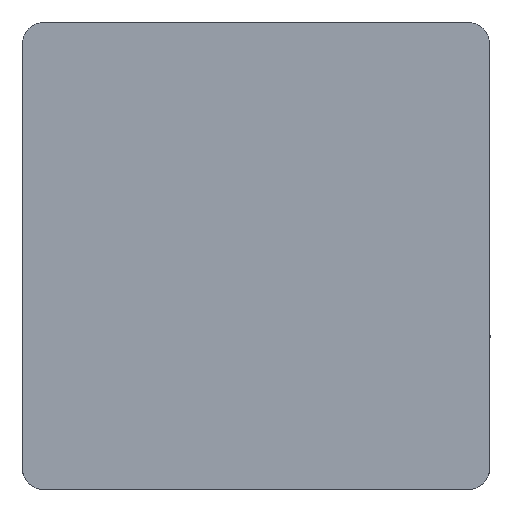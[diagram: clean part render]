
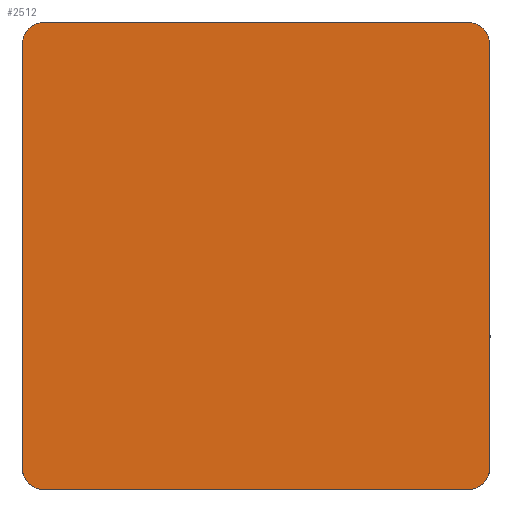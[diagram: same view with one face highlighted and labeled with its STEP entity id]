
A CAD part, left-side view. The second image highlights one B-rep face of the part: STEP entity #2512.
In plain terms, the highlighted planar face has unit normal (-1, 0, 0).
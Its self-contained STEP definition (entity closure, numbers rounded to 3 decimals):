
#85=DIRECTION('',(0.,0.,1.));
#86=VECTOR('',#85,36.);
#87=CARTESIAN_POINT('',(0.,0.,-38.));
#88=LINE('',#87,#86);
#623=CARTESIAN_POINT('',(0.,38.,-38.));
#624=DIRECTION('',(-1.,0.,0.));
#625=DIRECTION('',(0.,1.,0.));
#626=AXIS2_PLACEMENT_3D('',#623,#624,#625);
#631=CARTESIAN_POINT('',(0.,38.,-2.));
#632=DIRECTION('',(-1.,0.,0.));
#633=DIRECTION('',(0.,0.,1.));
#634=AXIS2_PLACEMENT_3D('',#631,#632,#633);
#639=CARTESIAN_POINT('',(0.,2.,-2.));
#640=DIRECTION('',(-1.,0.,0.));
#641=DIRECTION('',(0.,-1.,0.));
#642=AXIS2_PLACEMENT_3D('',#639,#640,#641);
#647=CARTESIAN_POINT('',(0.,2.,-38.));
#648=DIRECTION('',(-1.,0.,0.));
#649=DIRECTION('',(0.,0.,-1.));
#650=AXIS2_PLACEMENT_3D('',#647,#648,#649);
#655=DIRECTION('',(0.,1.,0.));
#656=VECTOR('',#655,36.);
#657=CARTESIAN_POINT('',(0.,2.,-40.));
#658=LINE('',#657,#656);
#920=DIRECTION('',(0.,0.,1.));
#921=VECTOR('',#920,36.);
#922=CARTESIAN_POINT('',(0.,40.,-38.));
#923=LINE('',#922,#921);
#1602=DIRECTION('',(0.,1.,0.));
#1603=VECTOR('',#1602,36.);
#1604=CARTESIAN_POINT('',(0.,2.,0.));
#1605=LINE('',#1604,#1603);
#1881=CARTESIAN_POINT('',(0.,40.,-38.));
#1882=CARTESIAN_POINT('',(0.,38.,-40.));
#1883=VERTEX_POINT('',#1881);
#1884=VERTEX_POINT('',#1882);
#1885=CARTESIAN_POINT('',(0.,2.,-40.));
#1886=CARTESIAN_POINT('',(0.,0.,-38.));
#1887=VERTEX_POINT('',#1885);
#1888=VERTEX_POINT('',#1886);
#1889=CARTESIAN_POINT('',(0.,38.,0.));
#1890=CARTESIAN_POINT('',(0.,40.,-2.));
#1891=VERTEX_POINT('',#1889);
#1892=VERTEX_POINT('',#1890);
#1901=CARTESIAN_POINT('',(0.,0.,-2.));
#1902=VERTEX_POINT('',#1901);
#1903=CARTESIAN_POINT('',(0.,2.,0.));
#1904=VERTEX_POINT('',#1903);
#2491=CARTESIAN_POINT('',(0.,0.,-40.));
#2492=DIRECTION('',(-1.,0.,0.));
#2493=DIRECTION('',(0.,0.,1.));
#2494=AXIS2_PLACEMENT_3D('',#2491,#2492,#2493);
#2495=PLANE('',#2494);
#2497=ORIENTED_EDGE('',*,*,#2496,.F.);
#2499=ORIENTED_EDGE('',*,*,#2498,.T.);
#2501=ORIENTED_EDGE('',*,*,#2500,.F.);
#2503=ORIENTED_EDGE('',*,*,#2502,.F.);
#2504=ORIENTED_EDGE('',*,*,#2484,.F.);
#2505=ORIENTED_EDGE('',*,*,#2086,.F.);
#2507=ORIENTED_EDGE('',*,*,#2506,.F.);
#2509=ORIENTED_EDGE('',*,*,#2508,.T.);
#2510=EDGE_LOOP('',(#2497,#2499,#2501,#2503,#2504,#2505,#2507,#2509));
#2511=FACE_OUTER_BOUND('',#2510,.F.);
#2512=ADVANCED_FACE('',(#2511),#2495,.T.);
#627=CIRCLE('',#626,2.);
#635=CIRCLE('',#634,2.);
#643=CIRCLE('',#642,2.);
#651=CIRCLE('',#650,2.);
#2086=EDGE_CURVE('',#1888,#1902,#88,.T.);
#2484=EDGE_CURVE('',#1902,#1904,#643,.T.);
#2496=EDGE_CURVE('',#1883,#1884,#627,.T.);
#2498=EDGE_CURVE('',#1883,#1892,#923,.T.);
#2500=EDGE_CURVE('',#1891,#1892,#635,.T.);
#2502=EDGE_CURVE('',#1904,#1891,#1605,.T.);
#2506=EDGE_CURVE('',#1887,#1888,#651,.T.);
#2508=EDGE_CURVE('',#1887,#1884,#658,.T.);
